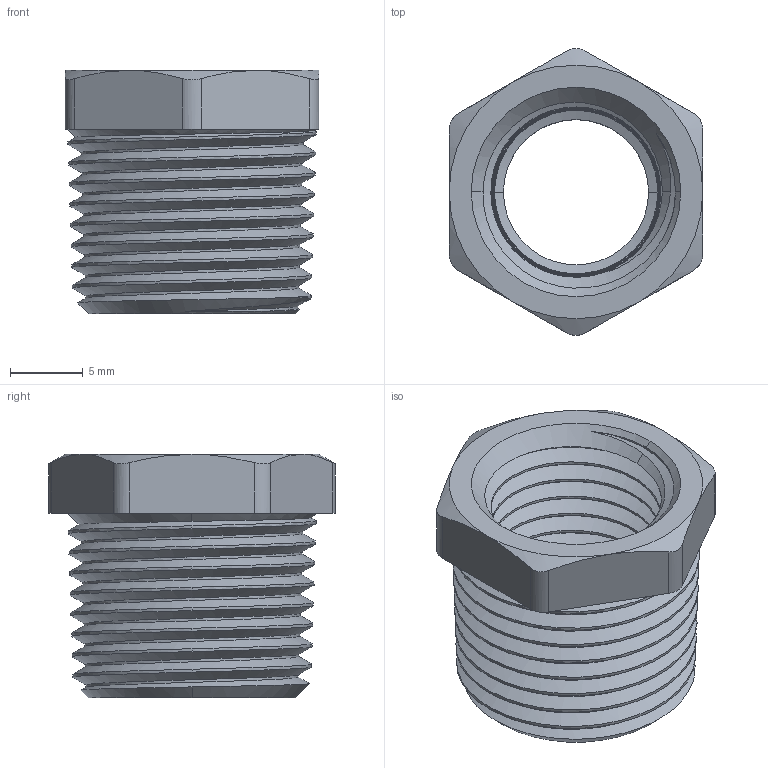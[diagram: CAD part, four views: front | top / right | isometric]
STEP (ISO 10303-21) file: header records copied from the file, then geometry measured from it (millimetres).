
FILE_DESCRIPTION (( 'STEP AP214' ), '1' );
FILE_NAME ('Pipe Adapter Reducer (4452K163).step', '2023-01-06T00:24:36', ( '' ), ( '' ), 'SwSTEP 2.0', 'SolidWorks 2019', '' );
FILE_SCHEMA (( 'AUTOMOTIVE_DESIGN' ));
Length unit declared in the file: inch
Products named in the file (1): Pipe Adapter Reducer (4452K163)
Bounding box: 17.46 x 19.76 x 16.76 mm (x, y, z)
Volume: 1786 mm3; surface area: 2452.7 mm2
Topology: 1 solids, 1 shells, 77 faces, 208 edges, 134 vertices
Faces by surface type: cone 54, plane 9, cylinder 8, bspline 6
Entity records: 11177 total; most frequent: CARTESIAN_POINT 9410, ORIENTED_EDGE 416, DIRECTION 274, EDGE_CURVE 208, VERTEX_POINT 134, B_SPLINE_CURVE_WITH_KNOTS 111, AXIS2_PLACEMENT_3D 105, EDGE_LOOP 80
